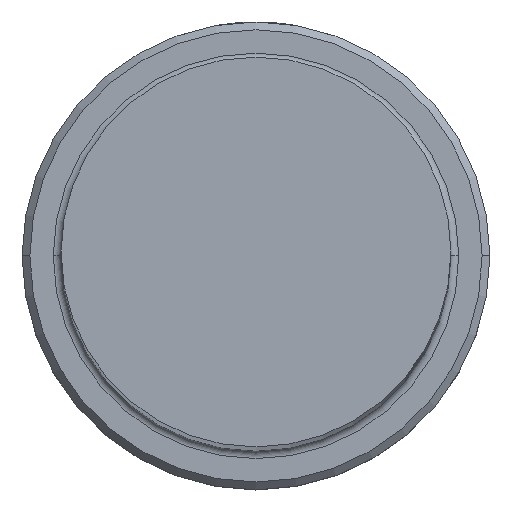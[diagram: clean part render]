
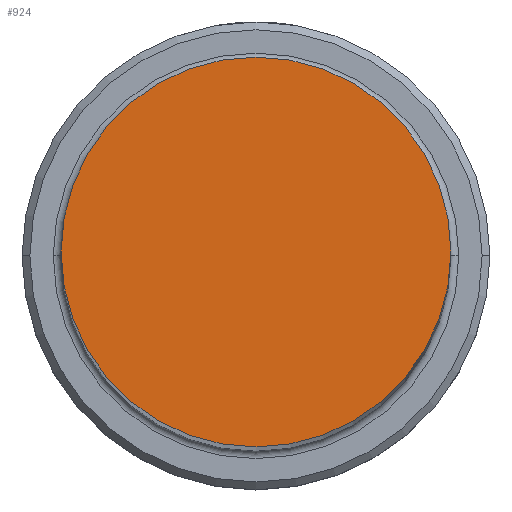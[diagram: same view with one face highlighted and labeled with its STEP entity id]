
A CAD part, top view. The second image highlights one B-rep face of the part: STEP entity #924.
In plain terms, the highlighted planar face has unit normal (0, 0, 1).
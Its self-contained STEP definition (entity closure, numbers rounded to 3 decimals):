
#146 = CARTESIAN_POINT ( 'NONE',  ( 0., 0., 150. ) ) ;
#162 = CARTESIAN_POINT ( 'NONE',  ( -12.5, 0., 150. ) ) ;
#247 = DIRECTION ( 'NONE',  ( 1., 0., 0. ) ) ;
#334 = FACE_OUTER_BOUND ( 'NONE', #615, .T. ) ;
#354 = CARTESIAN_POINT ( 'NONE',  ( 12.5, 0., 150. ) ) ;
#413 = AXIS2_PLACEMENT_3D ( 'NONE', #619, #805, #971 ) ;
#445 = DIRECTION ( 'NONE',  ( 0., 0., 1. ) ) ;
#545 = CIRCLE ( 'NONE', #603, 12.5 ) ;
#603 = AXIS2_PLACEMENT_3D ( 'NONE', #146, #813, #247 ) ;
#615 = EDGE_LOOP ( 'NONE', ( #822, #899 ) ) ;
#619 = CARTESIAN_POINT ( 'NONE',  ( 0., 0., 150. ) ) ;
#624 = EDGE_CURVE ( 'NONE', #832, #861, #658, .T. ) ;
#626 = CARTESIAN_POINT ( 'NONE',  ( 0., 0., 150. ) ) ;
#658 = CIRCLE ( 'NONE', #1150, 12.5 ) ;
#740 = PLANE ( 'NONE',  #413 ) ;
#793 = EDGE_CURVE ( 'NONE', #861, #832, #545, .T. ) ;
#805 = DIRECTION ( 'NONE',  ( 0., 0., 1. ) ) ;
#807 = DIRECTION ( 'NONE',  ( 1., 0., 0. ) ) ;
#813 = DIRECTION ( 'NONE',  ( 0., 0., 1. ) ) ;
#822 = ORIENTED_EDGE ( 'NONE', *, *, #793, .T. ) ;
#832 = VERTEX_POINT ( 'NONE', #354 ) ;
#861 = VERTEX_POINT ( 'NONE', #162 ) ;
#899 = ORIENTED_EDGE ( 'NONE', *, *, #624, .T. ) ;
#924 = ADVANCED_FACE ( 'NONE', ( #334 ), #740, .T. ) ;
#971 = DIRECTION ( 'NONE',  ( 1., 0., 0. ) ) ;
#1150 = AXIS2_PLACEMENT_3D ( 'NONE', #626, #445, #807 ) ;
